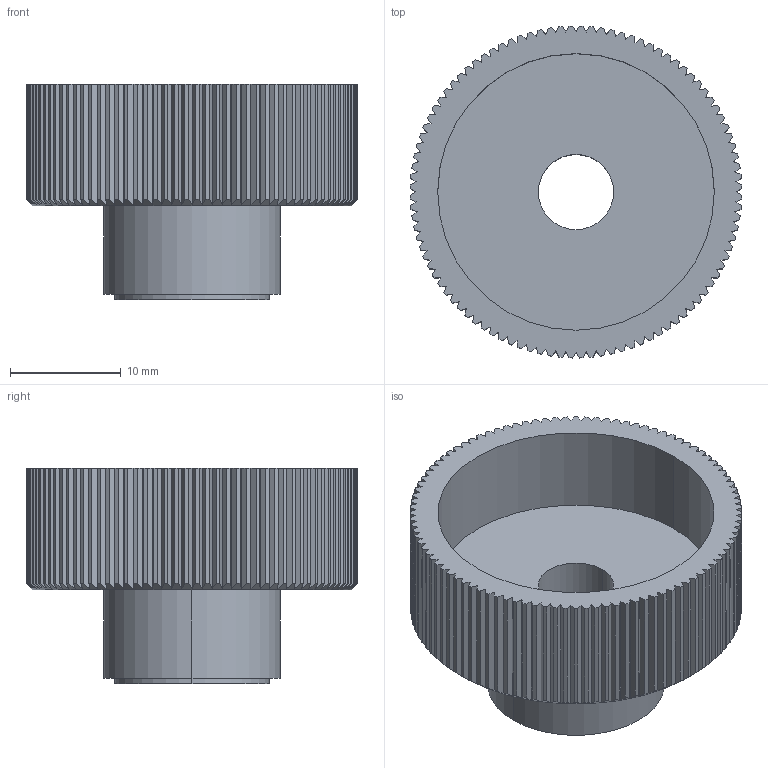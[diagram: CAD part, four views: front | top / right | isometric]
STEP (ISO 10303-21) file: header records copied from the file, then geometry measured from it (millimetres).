
FILE_DESCRIPTION(('STEP AP214'),'1');
FILE_NAME(' ',' ',('TraceParts'),('TraceParts S.A.'),'XStep 1.0',' ',' ');
FILE_SCHEMA(('automotive_design'));
Length unit declared in the file: millimetre
Products named in the file (1): 1
Bounding box: 29.99 x 29.99 x 19.5 mm (x, y, z)
Volume: 4934.6 mm3; surface area: 4253.2 mm2
Topology: 1 solids, 1 shells, 317 faces, 932 edges, 620 vertices
Faces by surface type: plane 205, cylinder 108, cone 4
Entity records: 20658 total; most frequent: CARTESIAN_POINT 2270, STYLED_ITEM 1870, PRESENTATION_STYLE_ASSIGNMENT 1870, COLOUR_RGB 1870, ORIENTED_EDGE 1864, DIRECTION 1588, EDGE_CURVE 932, CURVE_STYLE 932
